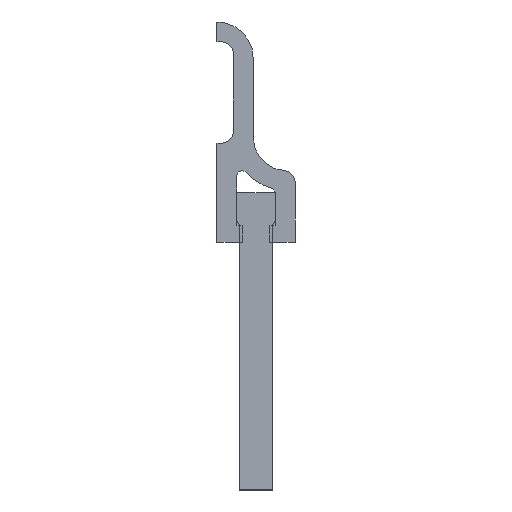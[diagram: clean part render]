
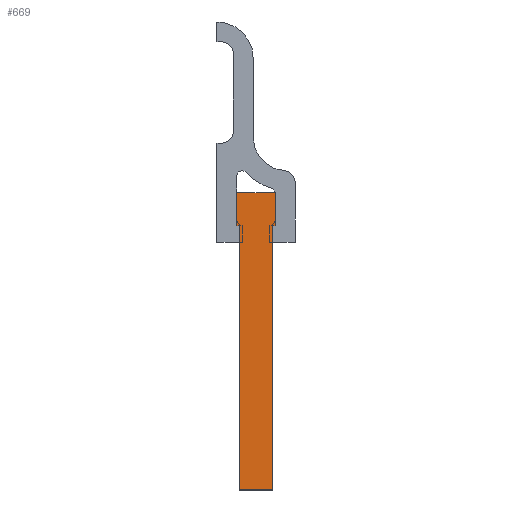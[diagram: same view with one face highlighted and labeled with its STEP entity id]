
A CAD part, front view. The second image highlights one B-rep face of the part: STEP entity #669.
In plain terms, the highlighted planar face has unit normal (0, -1, 0).
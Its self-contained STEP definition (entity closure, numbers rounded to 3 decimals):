
#47=PLANE('',#788);
#82=FACE_OUTER_BOUND('',#117,.T.);
#117=EDGE_LOOP('',(#601,#602,#603,#604,#605,#606,#607,#608));
#173=LINE('',#1138,#246);
#177=LINE('',#1145,#250);
#180=LINE('',#1151,#253);
#183=LINE('',#1157,#256);
#184=LINE('',#1160,#257);
#187=LINE('',#1166,#260);
#188=LINE('',#1168,#261);
#189=LINE('',#1169,#262);
#246=VECTOR('',#944,10.);
#250=VECTOR('',#950,10.);
#253=VECTOR('',#955,10.);
#256=VECTOR('',#960,10.);
#257=VECTOR('',#963,10.);
#260=VECTOR('',#968,10.);
#261=VECTOR('',#969,10.);
#262=VECTOR('',#970,10.);
#336=VERTEX_POINT('',#1135);
#337=VERTEX_POINT('',#1137);
#339=VERTEX_POINT('',#1143);
#341=VERTEX_POINT('',#1149);
#343=VERTEX_POINT('',#1155);
#344=VERTEX_POINT('',#1159);
#346=VERTEX_POINT('',#1165);
#347=VERTEX_POINT('',#1167);
#421=EDGE_CURVE('',#336,#337,#173,.T.);
#425=EDGE_CURVE('',#339,#336,#177,.T.);
#428=EDGE_CURVE('',#341,#339,#180,.T.);
#431=EDGE_CURVE('',#343,#341,#183,.T.);
#432=EDGE_CURVE('',#337,#344,#184,.T.);
#435=EDGE_CURVE('',#346,#343,#187,.T.);
#436=EDGE_CURVE('',#347,#346,#188,.T.);
#437=EDGE_CURVE('',#344,#347,#189,.T.);
#601=ORIENTED_EDGE('',*,*,#435,.F.);
#602=ORIENTED_EDGE('',*,*,#436,.F.);
#603=ORIENTED_EDGE('',*,*,#437,.F.);
#604=ORIENTED_EDGE('',*,*,#432,.F.);
#605=ORIENTED_EDGE('',*,*,#421,.F.);
#606=ORIENTED_EDGE('',*,*,#425,.F.);
#607=ORIENTED_EDGE('',*,*,#428,.F.);
#608=ORIENTED_EDGE('',*,*,#431,.F.);
#669=ADVANCED_FACE('',(#82),#47,.F.);
#788=AXIS2_PLACEMENT_3D('',#1164,#966,#967);
#944=DIRECTION('',(0.,0.,1.));
#950=DIRECTION('',(-1.,0.,0.));
#955=DIRECTION('',(0.,0.,-1.));
#960=DIRECTION('',(-1.,0.,0.));
#963=DIRECTION('',(-1.,0.,0.));
#966=DIRECTION('center_axis',(0.,1.,0.));
#967=DIRECTION('ref_axis',(0.,0.,1.));
#968=DIRECTION('',(0.,0.,-1.));
#969=DIRECTION('',(1.,0.,0.));
#970=DIRECTION('',(0.,0.,1.));
#1135=CARTESIAN_POINT('',(-1.5,-1250.,-27.));
#1137=CARTESIAN_POINT('',(-1.5,-1250.,-3.));
#1138=CARTESIAN_POINT('',(-1.5,-1250.,-3.));
#1143=CARTESIAN_POINT('',(1.5,-1250.,-27.));
#1145=CARTESIAN_POINT('',(-1.5,-1250.,-27.));
#1149=CARTESIAN_POINT('',(1.5,-1250.,-3.));
#1151=CARTESIAN_POINT('',(1.5,-1250.,-27.));
#1155=CARTESIAN_POINT('',(1.75,-1250.,-3.));
#1157=CARTESIAN_POINT('',(-1.75,-1250.,-3.));
#1159=CARTESIAN_POINT('',(-1.75,-1250.,-3.));
#1160=CARTESIAN_POINT('',(-1.75,-1250.,-3.));
#1164=CARTESIAN_POINT('Origin',(0.,-1250.,-1.5));
#1165=CARTESIAN_POINT('',(1.75,-1250.,0.));
#1166=CARTESIAN_POINT('',(1.75,-1250.,-3.));
#1167=CARTESIAN_POINT('',(-1.75,-1250.,0.));
#1168=CARTESIAN_POINT('',(1.75,-1250.,0.));
#1169=CARTESIAN_POINT('',(-1.75,-1250.,0.));
